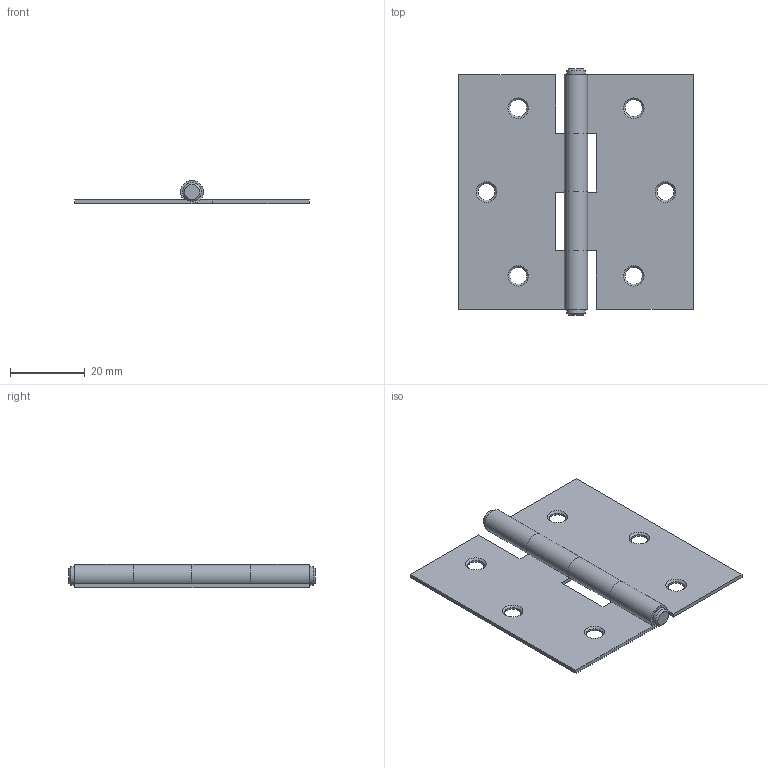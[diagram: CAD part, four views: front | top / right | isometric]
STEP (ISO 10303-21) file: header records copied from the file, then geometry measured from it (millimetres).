
FILE_DESCRIPTION (( 'STEP AP203' ), '1' );
FILE_NAME ('451-14.step', '2021-11-25T13:16:26', ( '' ), ( '' ), 'SwSTEP 2.0', 'SolidWorks 2018', '' );
FILE_SCHEMA (( 'CONFIG_CONTROL_DESIGN' ));
Length unit declared in the file: millimetre
Products named in the file (7): 451-14 Teil3; 451-14 Teil2; 451-14 Teil1; 451-14
Assembly tree (3 placements, depth 2):
  451-14 Teil1
  451-14 Teil2
  451-14 Teil3
  451-14
    451-14 Teil1
    451-14 Teil2
    451-14 Teil3
Bounding box: 63 x 66.1 x 6.2 mm (x, y, z)
Volume: 5506.3 mm3; surface area: 10397.2 mm2
Topology: 3 solids, 3 shells, 230 faces, 607 edges, 404 vertices
Faces by surface type: plane 149, bspline 56, cylinder 17, cone 8
Full cylindrical faces by diameter (mm): 4.5 x6, 4.6 x1, 5 x2
Entity records: 10306 total; most frequent: CARTESIAN_POINT 4395, ORIENTED_EDGE 1168, DIRECTION 876, EDGE_CURVE 584, VECTOR 430, LINE 430, VERTEX_POINT 398, EDGE_LOOP 280
